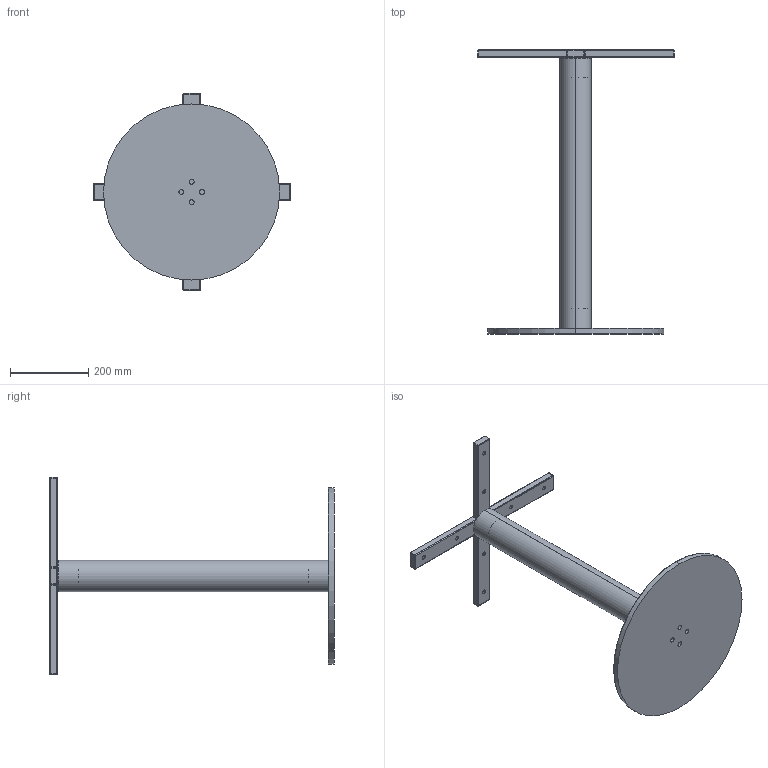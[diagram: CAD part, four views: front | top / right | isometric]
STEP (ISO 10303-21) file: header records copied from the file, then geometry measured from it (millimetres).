
FILE_DESCRIPTION(('STEP AP214'),'1');
FILE_NAME('3036421 Livia RE Edelstahl.STP','2024-11-12T10:40:43',(' '),(' '),'Spatial InterOp 3D',' ',' ');
FILE_SCHEMA(('AUTOMOTIVE_DESIGN { 1 0 10303 214 1 1 1 1 }'));
Length unit declared in the file: millimetre
Products named in the file (1): Cut-Extrude5
Bounding box: 502 x 725.59 x 504 mm (x, y, z)
Volume: 3382752.1 mm3; surface area: 900829.4 mm2
Topology: 3 solids, 4 shells, 170 faces, 418 edges, 246 vertices
Faces by surface type: cylinder 106, plane 38, sphere 16, torus 10
Entity records: 5078 total; most frequent: DIRECTION 972, CARTESIAN_POINT 821, ORIENTED_EDGE 804, EDGE_CURVE 402, AXIS2_PLACEMENT_3D 397, VERTEX_POINT 246, EDGE_LOOP 230, CIRCLE 224
